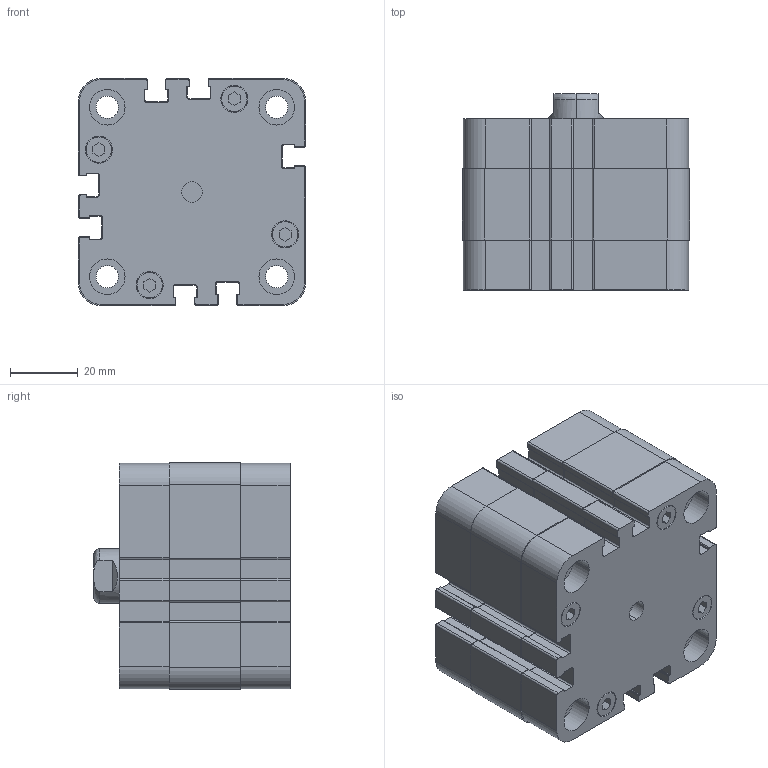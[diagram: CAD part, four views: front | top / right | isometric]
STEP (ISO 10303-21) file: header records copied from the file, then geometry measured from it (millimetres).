
FILE_DESCRIPTION (( 'STEP AP214' ), '1' );
FILE_NAME ('ADM050.005.GS.F.stp', '2015-09-09T06:41:12', ( '' ), ( '' ), 'SwSTEP 2.0', 'SolidWorks 2015', '' );
FILE_SCHEMA (( 'AUTOMOTIVE_DESIGN' ));
Length unit declared in the file: millimetre
Products named in the file (1): ADM050.005.GS.F
Bounding box: 67 x 58 x 67 mm (x, y, z)
Volume: 197777.8 mm3; surface area: 34126.7 mm2
Topology: 1 solids, 1 shells, 517 faces, 1427 edges, 949 vertices
Faces by surface type: plane 268, cylinder 245, bspline 2, cone 2
Entity records: 22402 total; most frequent: CARTESIAN_POINT 2992, DIRECTION 2945, ORIENTED_EDGE 2850, EDGE_CURVE 1425, AXIS2_PLACEMENT_3D 1010, VERTEX_POINT 949, LINE 925, VECTOR 925
